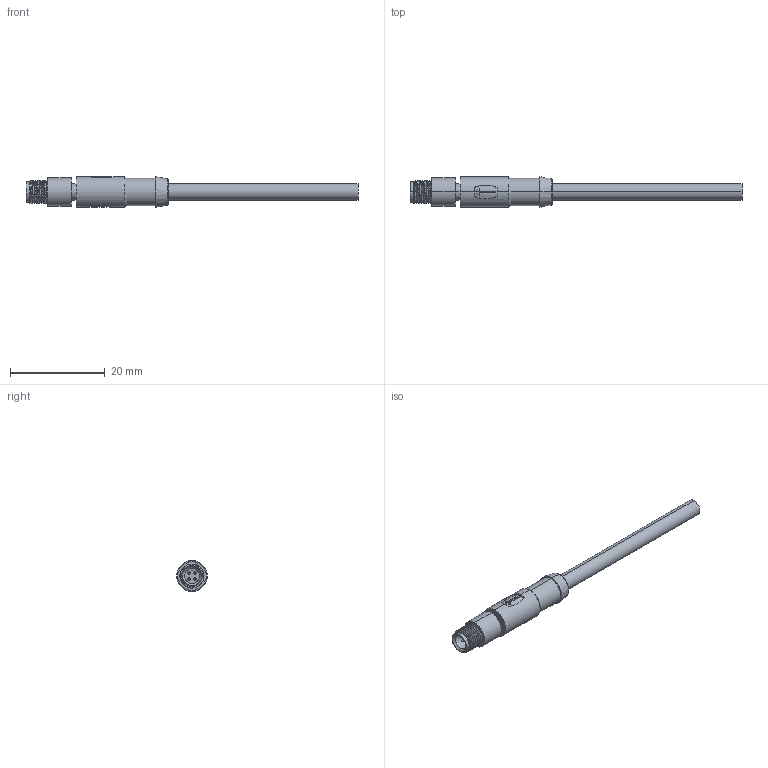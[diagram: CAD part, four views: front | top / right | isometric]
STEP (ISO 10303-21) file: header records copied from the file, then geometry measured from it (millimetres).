
FILE_DESCRIPTION (( 'STEP AP203' ), '1' );
FILE_NAME ('P04.STEP', '2020-03-30T05:35:12', ( 'edpusr' ), ( 'Microsoft' ), 'SwSTEP 2.0', 'SolidWorks 2015', '' );
FILE_SCHEMA (( 'CONFIG_CONTROL_DESIGN' ));
Length unit declared in the file: millimetre
Products named in the file (1): P04
Bounding box: 70 x 6.5 x 6.5 mm (x, y, z)
Volume: 1161 mm3; surface area: 1202.4 mm2
Topology: 1 solids, 1 shells, 110 faces, 282 edges, 175 vertices
Faces by surface type: cylinder 46, plane 32, bspline 26, cone 6
Entity records: 8497 total; most frequent: CARTESIAN_POINT 6056, ORIENTED_EDGE 540, DIRECTION 412, EDGE_CURVE 270, VERTEX_POINT 175, AXIS2_PLACEMENT_3D 151, EDGE_LOOP 123, VECTOR 110
